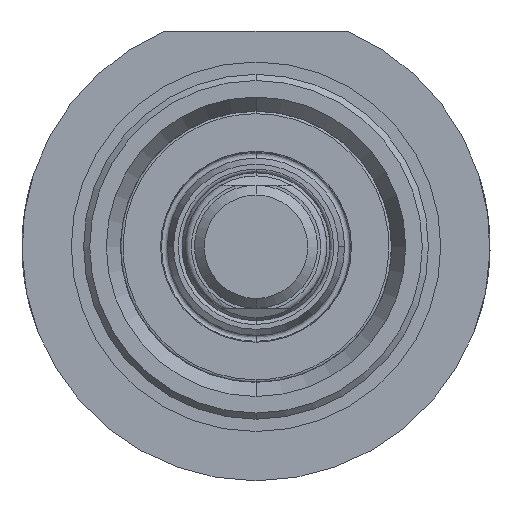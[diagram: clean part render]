
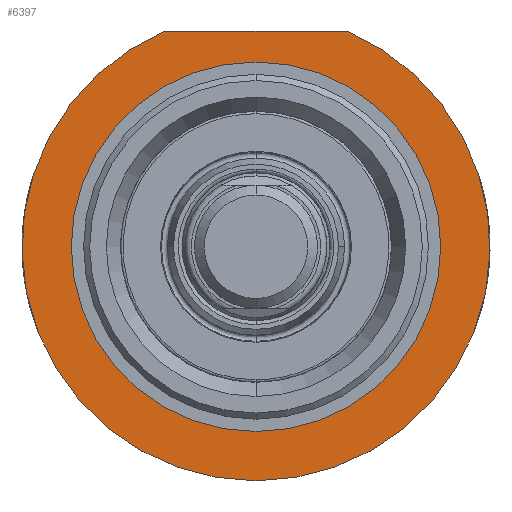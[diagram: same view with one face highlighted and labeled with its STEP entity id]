
A CAD part, front view. The second image highlights one B-rep face of the part: STEP entity #6397.
In plain terms, the highlighted planar face has unit normal (0, -1, 0).
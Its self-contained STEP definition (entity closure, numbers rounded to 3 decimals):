
#56 = EDGE_CURVE ( 'NONE', #3537, #3730, #4305, .T. ) ;
#307 = CIRCLE ( 'NONE', #6337, 19. ) ;
#550 = CARTESIAN_POINT ( 'NONE',  ( 0., -71.25, -15. ) ) ;
#643 = VERTEX_POINT ( 'NONE', #3222 ) ;
#1007 = VERTEX_POINT ( 'NONE', #3077 ) ;
#1179 = ORIENTED_EDGE ( 'NONE', *, *, #56, .T. ) ;
#1193 = VERTEX_POINT ( 'NONE', #6621 ) ;
#1547 = ORIENTED_EDGE ( 'NONE', *, *, #7235, .F. ) ;
#1673 = DIRECTION ( 'NONE',  ( 0., 1., 0. ) ) ;
#1709 = DIRECTION ( 'NONE',  ( 1., 0., 0. ) ) ;
#1719 = CARTESIAN_POINT ( 'NONE',  ( 0., -71.25, 0. ) ) ;
#1844 = AXIS2_PLACEMENT_3D ( 'NONE', #1719, #1673, #5586 ) ;
#2004 = DIRECTION ( 'NONE',  ( 0., 1., 0. ) ) ;
#2138 = DIRECTION ( 'NONE',  ( 0., 0., 1. ) ) ;
#2142 = CARTESIAN_POINT ( 'NONE',  ( 0., -71.25, 1.475 ) ) ;
#2229 = EDGE_LOOP ( 'NONE', ( #1179, #5925 ) ) ;
#2764 = EDGE_CURVE ( 'NONE', #1007, #1193, #307, .T. ) ;
#2957 = FACE_BOUND ( 'NONE', #2229, .T. ) ;
#3077 = CARTESIAN_POINT ( 'NONE',  ( 7.399, -71.25, 17.5 ) ) ;
#3222 = CARTESIAN_POINT ( 'NONE',  ( -7.399, -71.25, 17.5 ) ) ;
#3268 = DIRECTION ( 'NONE',  ( 0., -1., 0. ) ) ;
#3292 = DIRECTION ( 'NONE',  ( 0., 0., -1. ) ) ;
#3537 = VERTEX_POINT ( 'NONE', #4454 ) ;
#3577 = DIRECTION ( 'NONE',  ( 0., 0., -1. ) ) ;
#3730 = VERTEX_POINT ( 'NONE', #550 ) ;
#3815 = FACE_OUTER_BOUND ( 'NONE', #4602, .T. ) ;
#3916 = ORIENTED_EDGE ( 'NONE', *, *, #2764, .F. ) ;
#4174 = VECTOR ( 'NONE', #1709, 1000. ) ;
#4305 = CIRCLE ( 'NONE', #6541, 15. ) ;
#4356 = CARTESIAN_POINT ( 'NONE',  ( 0., -71.25, 0. ) ) ;
#4386 = PLANE ( 'NONE',  #5157 ) ;
#4454 = CARTESIAN_POINT ( 'NONE',  ( 0., -71.25, 15. ) ) ;
#4544 = AXIS2_PLACEMENT_3D ( 'NONE', #4356, #4916, #2138 ) ;
#4602 = EDGE_LOOP ( 'NONE', ( #1547, #4695, #3916 ) ) ;
#4695 = ORIENTED_EDGE ( 'NONE', *, *, #5736, .F. ) ;
#4806 = CIRCLE ( 'NONE', #1844, 19. ) ;
#4916 = DIRECTION ( 'NONE',  ( 0., 1., 0. ) ) ;
#5157 = AXIS2_PLACEMENT_3D ( 'NONE', #2142, #3268, #3292 ) ;
#5427 = CARTESIAN_POINT ( 'NONE',  ( 0., -71.25, 0. ) ) ;
#5586 = DIRECTION ( 'NONE',  ( 0., 0., -1. ) ) ;
#5736 = EDGE_CURVE ( 'NONE', #1193, #643, #4806, .T. ) ;
#5821 = CARTESIAN_POINT ( 'NONE',  ( 0., -71.25, 0. ) ) ;
#5925 = ORIENTED_EDGE ( 'NONE', *, *, #6920, .T. ) ;
#6199 = CIRCLE ( 'NONE', #4544, 15. ) ;
#6337 = AXIS2_PLACEMENT_3D ( 'NONE', #5821, #6937, #3577 ) ;
#6397 = ADVANCED_FACE ( 'NONE', ( #2957, #3815 ), #4386, .T. ) ;
#6541 = AXIS2_PLACEMENT_3D ( 'NONE', #5427, #2004, #7020 ) ;
#6621 = CARTESIAN_POINT ( 'NONE',  ( 0., -71.25, -19. ) ) ;
#6903 = CARTESIAN_POINT ( 'NONE',  ( -7.399, -71.25, 17.5 ) ) ;
#6920 = EDGE_CURVE ( 'NONE', #3730, #3537, #6199, .T. ) ;
#6937 = DIRECTION ( 'NONE',  ( 0., 1., 0. ) ) ;
#7020 = DIRECTION ( 'NONE',  ( 0., 0., 1. ) ) ;
#7067 = LINE ( 'NONE', #6903, #4174 ) ;
#7235 = EDGE_CURVE ( 'NONE', #643, #1007, #7067, .T. ) ;
